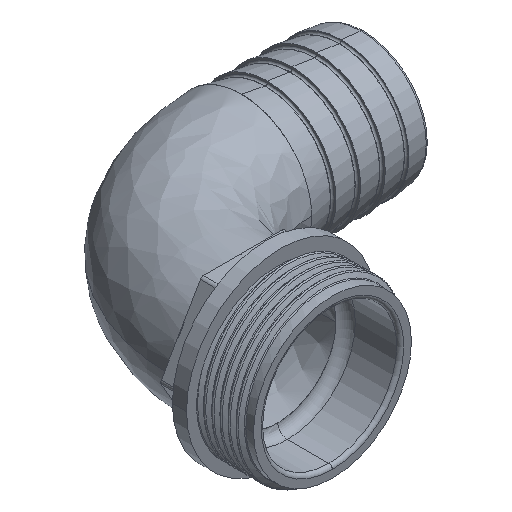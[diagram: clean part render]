
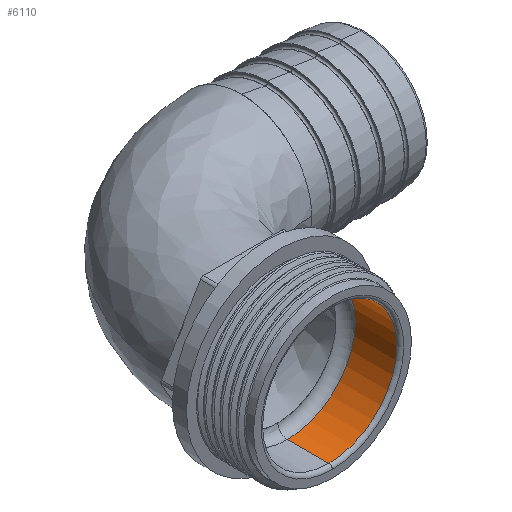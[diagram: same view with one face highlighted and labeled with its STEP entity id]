
A CAD part, isometric view. The second image highlights one B-rep face of the part: STEP entity #6110.
In plain terms, the highlighted cylindrical face has radius 19.25 mm (diameter 38.5 mm), a partial arc.
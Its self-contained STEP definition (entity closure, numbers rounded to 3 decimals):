
#1003 = FACE_OUTER_BOUND ( 'NONE', #5572, .T. ) ;
#1005 = DIRECTION ( 'NONE',  ( 0., 1., 0. ) ) ;
#1069 = CYLINDRICAL_SURFACE ( 'NONE', #7068, 19.25 ) ;
#1070 = DIRECTION ( 'NONE',  ( 0., 0., 1. ) ) ;
#1071 = CARTESIAN_POINT ( 'NONE',  ( 0., -65., 0. ) ) ;
#1767 = CARTESIAN_POINT ( 'NONE',  ( 0., -52.25, -19.25 ) ) ;
#1773 = CARTESIAN_POINT ( 'NONE',  ( 0., -52.25, 19.25 ) ) ;
#1822 = CARTESIAN_POINT ( 'NONE',  ( 0., -64., -19.25 ) ) ;
#2015 = CARTESIAN_POINT ( 'NONE',  ( 0., -64., 19.25 ) ) ;
#2865 = CARTESIAN_POINT ( 'NONE',  ( 0., -52.25, 0. ) ) ;
#2866 = DIRECTION ( 'NONE',  ( 0., 1., 0. ) ) ;
#2867 = DIRECTION ( 'NONE',  ( 0., 0., 1. ) ) ;
#5073 = ORIENTED_EDGE ( 'NONE', *, *, #6295, .T. ) ;
#5082 = ORIENTED_EDGE ( 'NONE', *, *, #6263, .T. ) ;
#5096 = ORIENTED_EDGE ( 'NONE', *, *, #6349, .T. ) ;
#5106 = VERTEX_POINT ( 'NONE', #1773 ) ;
#5146 = ORIENTED_EDGE ( 'NONE', *, *, #6297, .F. ) ;
#5233 = VECTOR ( 'NONE', #6744, 1000. ) ;
#5235 = AXIS2_PLACEMENT_3D ( 'NONE', #6870, #6871, #6872 ) ;
#5254 = VERTEX_POINT ( 'NONE', #2015 ) ;
#5258 = CIRCLE ( 'NONE', #5235, 19.25 ) ;
#5361 = VERTEX_POINT ( 'NONE', #1767 ) ;
#5373 = CIRCLE ( 'NONE', #5609, 19.25 ) ;
#5413 = VERTEX_POINT ( 'NONE', #1822 ) ;
#5490 = VECTOR ( 'NONE', #6877, 1000. ) ;
#5572 = EDGE_LOOP ( 'NONE', ( #5146, #5073, #5082, #5096 ) ) ;
#5609 = AXIS2_PLACEMENT_3D ( 'NONE', #2865, #2866, #2867 ) ;
#6110 = ADVANCED_FACE ( 'NONE', ( #1003 ), #1069, .F. ) ;
#6263 = EDGE_CURVE ( 'NONE', #5254, #5106, #6729, .T. ) ;
#6295 = EDGE_CURVE ( 'NONE', #5413, #5254, #5258, .T. ) ;
#6297 = EDGE_CURVE ( 'NONE', #5413, #5361, #6873, .T. ) ;
#6349 = EDGE_CURVE ( 'NONE', #5106, #5361, #5373, .T. ) ;
#6729 = LINE ( 'NONE', #6730, #5233 ) ;
#6730 = CARTESIAN_POINT ( 'NONE',  ( 0., -65., 19.25 ) ) ;
#6744 = DIRECTION ( 'NONE',  ( 0., 1., 0. ) ) ;
#6869 = CARTESIAN_POINT ( 'NONE',  ( 0., -65., -19.25 ) ) ;
#6870 = CARTESIAN_POINT ( 'NONE',  ( 0., -64., 0. ) ) ;
#6871 = DIRECTION ( 'NONE',  ( 0., -1., 0. ) ) ;
#6872 = DIRECTION ( 'NONE',  ( 0., 0., -1. ) ) ;
#6873 = LINE ( 'NONE', #6869, #5490 ) ;
#6877 = DIRECTION ( 'NONE',  ( 0., 1., 0. ) ) ;
#7068 = AXIS2_PLACEMENT_3D ( 'NONE', #1071, #1005, #1070 ) ;
